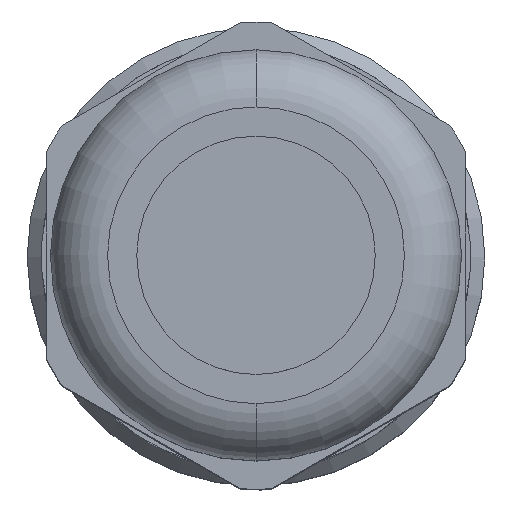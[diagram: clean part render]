
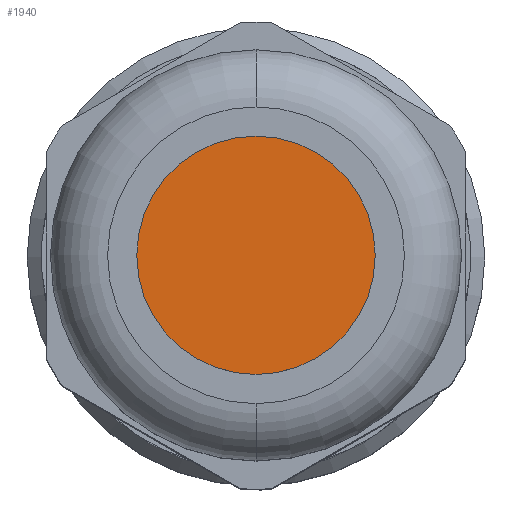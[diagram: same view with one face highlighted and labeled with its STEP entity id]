
A CAD part, top view. The second image highlights one B-rep face of the part: STEP entity #1940.
In plain terms, the highlighted planar face has unit normal (0, 0, 1).
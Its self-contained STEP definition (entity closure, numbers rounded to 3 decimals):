
#671=CARTESIAN_POINT('',(0.,0.,30.25));
#672=DIRECTION('',(0.,0.,-1.));
#673=DIRECTION('',(0.,1.,0.));
#674=AXIS2_PLACEMENT_3D('',#671,#672,#673);
#681=CARTESIAN_POINT('',(0.,0.,30.25));
#682=DIRECTION('',(0.,0.,-1.));
#683=DIRECTION('',(0.,-1.,0.));
#684=AXIS2_PLACEMENT_3D('',#681,#682,#683);
#905=CARTESIAN_POINT('',(0.,6.25,30.25));
#906=CARTESIAN_POINT('',(0.,-6.25,30.25));
#907=VERTEX_POINT('',#905);
#908=VERTEX_POINT('',#906);
#1930=CARTESIAN_POINT('',(0.,0.,30.25));
#1931=DIRECTION('',(0.,0.,1.));
#1932=DIRECTION('',(0.,1.,0.));
#1933=AXIS2_PLACEMENT_3D('',#1930,#1931,#1932);
#1934=PLANE('',#1933);
#1935=ORIENTED_EDGE('',*,*,#1920,.T.);
#1937=ORIENTED_EDGE('',*,*,#1936,.T.);
#1938=EDGE_LOOP('',(#1935,#1937));
#1939=FACE_OUTER_BOUND('',#1938,.F.);
#1940=ADVANCED_FACE('',(#1939),#1934,.T.);
#675=CIRCLE('',#674,6.25);
#685=CIRCLE('',#684,6.25);
#1920=EDGE_CURVE('',#907,#908,#675,.T.);
#1936=EDGE_CURVE('',#908,#907,#685,.T.);
